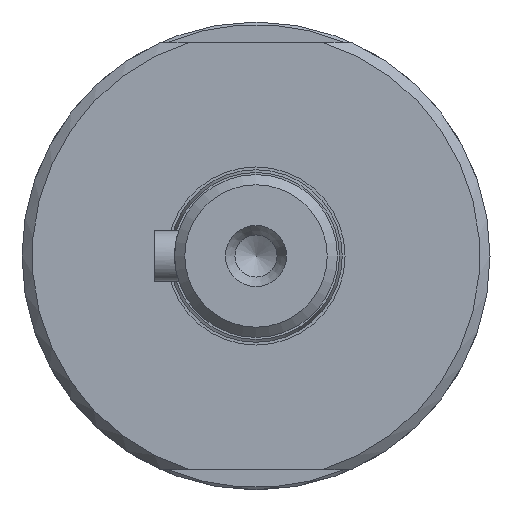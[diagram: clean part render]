
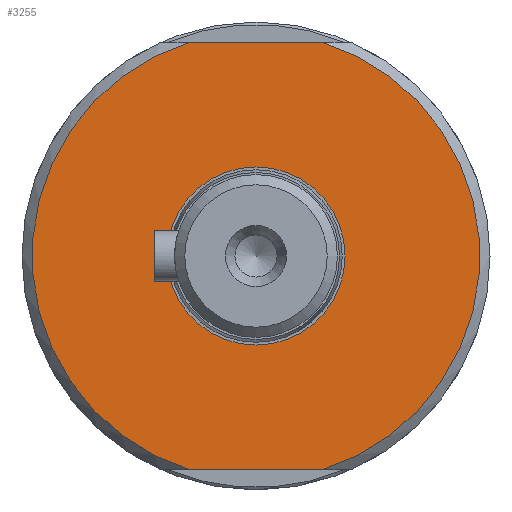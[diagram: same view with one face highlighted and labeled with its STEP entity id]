
A CAD part, left-side view. The second image highlights one B-rep face of the part: STEP entity #3255.
In plain terms, the highlighted planar face has unit normal (-1, 0, 0).
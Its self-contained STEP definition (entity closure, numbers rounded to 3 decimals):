
#308=LINE('',#4895,#579);
#312=LINE('',#4911,#583);
#579=VECTOR('',#3958,10.);
#583=VECTOR('',#3966,10.);
#861=FACE_BOUND('',#1103,.T.);
#914=FACE_OUTER_BOUND('',#1102,.T.);
#1102=EDGE_LOOP('',(#2363,#2364,#2365,#2366));
#1103=EDGE_LOOP('',(#2367,#2368));
#1315=CIRCLE('',#3518,22.);
#1317=CIRCLE('',#3523,22.);
#1318=CIRCLE('',#3524,8.75);
#1319=CIRCLE('',#3525,8.75);
#1468=VERTEX_POINT('',#4890);
#1469=VERTEX_POINT('',#4894);
#1472=VERTEX_POINT('',#4906);
#1473=VERTEX_POINT('',#4910);
#1475=VERTEX_POINT('',#4926);
#1476=VERTEX_POINT('',#4927);
#1803=EDGE_CURVE('',#1469,#1468,#308,.T.);
#1809=EDGE_CURVE('',#1473,#1472,#312,.T.);
#1812=EDGE_CURVE('',#1469,#1472,#1315,.T.);
#1815=EDGE_CURVE('',#1473,#1468,#1317,.T.);
#1816=EDGE_CURVE('',#1475,#1476,#1318,.T.);
#1817=EDGE_CURVE('',#1476,#1475,#1319,.T.);
#2363=ORIENTED_EDGE('',*,*,#1803,.T.);
#2364=ORIENTED_EDGE('',*,*,#1815,.F.);
#2365=ORIENTED_EDGE('',*,*,#1809,.T.);
#2366=ORIENTED_EDGE('',*,*,#1812,.F.);
#2367=ORIENTED_EDGE('',*,*,#1816,.T.);
#2368=ORIENTED_EDGE('',*,*,#1817,.T.);
#3120=PLANE('',#3522);
#3255=ADVANCED_FACE('',(#914,#861),#3120,.T.);
#3518=AXIS2_PLACEMENT_3D('',#4918,#3973,#3974);
#3522=AXIS2_PLACEMENT_3D('',#4924,#3982,#3983);
#3523=AXIS2_PLACEMENT_3D('',#4925,#3984,#3985);
#3524=AXIS2_PLACEMENT_3D('',#4928,#3986,#3987);
#3525=AXIS2_PLACEMENT_3D('',#4929,#3988,#3989);
#3958=DIRECTION('',(0.,1.,0.));
#3966=DIRECTION('',(0.,-1.,0.));
#3973=DIRECTION('center_axis',(1.,0.,0.));
#3974=DIRECTION('ref_axis',(0.,-1.,0.));
#3982=DIRECTION('center_axis',(-1.,0.,0.));
#3983=DIRECTION('ref_axis',(0.,0.,-1.));
#3984=DIRECTION('center_axis',(1.,0.,0.));
#3985=DIRECTION('ref_axis',(0.,-1.,0.));
#3986=DIRECTION('center_axis',(1.,0.,0.));
#3987=DIRECTION('ref_axis',(0.,-1.,0.));
#3988=DIRECTION('center_axis',(1.,0.,0.));
#3989=DIRECTION('ref_axis',(0.,-1.,0.));
#4890=CARTESIAN_POINT('',(-140.5,6.557,21.));
#4894=CARTESIAN_POINT('',(-140.5,-6.557,21.));
#4895=CARTESIAN_POINT('',(-140.5,0.91,21.));
#4906=CARTESIAN_POINT('',(-140.5,-6.557,-21.));
#4910=CARTESIAN_POINT('',(-140.5,6.557,-21.));
#4911=CARTESIAN_POINT('',(-140.5,-15.688,-21.));
#4918=CARTESIAN_POINT('Origin',(-140.5,0.,0.));
#4924=CARTESIAN_POINT('Origin',(-140.5,-15.375,0.));
#4925=CARTESIAN_POINT('Origin',(-140.5,0.,0.));
#4926=CARTESIAN_POINT('',(-140.5,-8.75,0.));
#4927=CARTESIAN_POINT('',(-140.5,8.75,0.));
#4928=CARTESIAN_POINT('Origin',(-140.5,0.,0.));
#4929=CARTESIAN_POINT('Origin',(-140.5,0.,0.));
